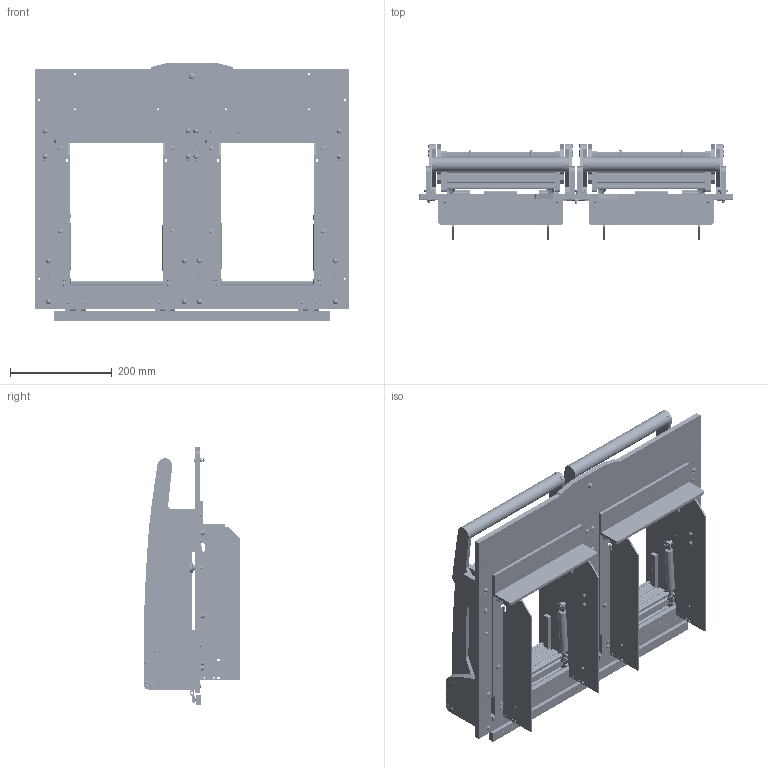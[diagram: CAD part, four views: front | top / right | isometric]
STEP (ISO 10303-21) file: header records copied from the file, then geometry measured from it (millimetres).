
FILE_DESCRIPTION (( 'STEP AP214' ), '1' );
FILE_NAME ('100965~0.STEP', '2019-07-08T07:34:59', ( '' ), ( '' ), 'SwSTEP 2.0', 'SolidWorks 2018', '' );
FILE_SCHEMA (( 'AUTOMOTIVE_DESIGN' ));
Length unit declared in the file: millimetre
Products named in the file (1): 100965~0
Bounding box: 616 x 190.06 x 508 mm (x, y, z)
Volume: 5841686.9 mm3; surface area: 2168600.8 mm2
Topology: 235 solids, 235 shells, 5822 faces, 14942 edges, 9586 vertices
Faces by surface type: cylinder 2344, plane 2240, cone 844, bspline 176, sphere 136, torus 82
Entity records: 248582 total; most frequent: CARTESIAN_POINT 37009, DIRECTION 31524, ORIENTED_EDGE 29500, EDGE_CURVE 14750, AXIS2_PLACEMENT_3D 11771, VERTEX_POINT 9586, LINE 7982, VECTOR 7982
